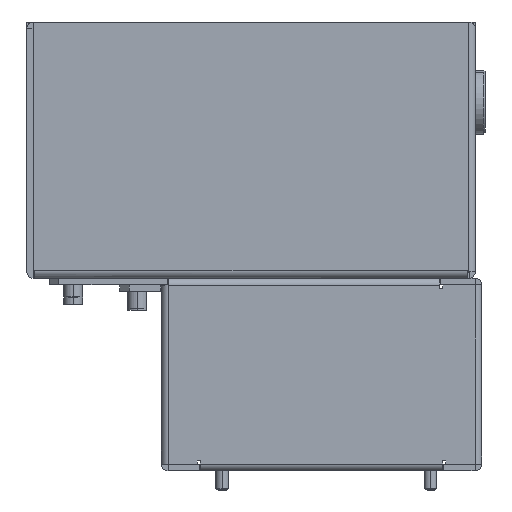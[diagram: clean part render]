
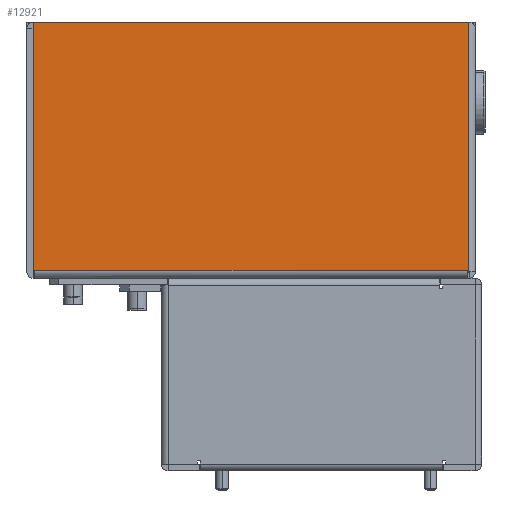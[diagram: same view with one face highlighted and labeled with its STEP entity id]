
A CAD part, left-side view. The second image highlights one B-rep face of the part: STEP entity #12921.
In plain terms, the highlighted face is planar.
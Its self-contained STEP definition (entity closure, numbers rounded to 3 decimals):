
#89 = CARTESIAN_POINT ( 'NONE',  ( 237., 137.999, 80. ) ) ;
#326 = CARTESIAN_POINT ( 'NONE',  ( 237., 0., 0. ) ) ;
#564 = CARTESIAN_POINT ( 'NONE',  ( 237., 137.5, 77.5 ) ) ;
#705 = VERTEX_POINT ( 'NONE', #11365 ) ;
#794 = DIRECTION ( 'NONE',  ( 0., -1., 0. ) ) ;
#1043 = EDGE_CURVE ( 'NONE', #10995, #13660, #12310, .T. ) ;
#1094 = CARTESIAN_POINT ( 'NONE',  ( 237., 2.1, 80. ) ) ;
#1373 = VERTEX_POINT ( 'NONE', #7444 ) ;
#1563 = CARTESIAN_POINT ( 'NONE',  ( 237., 2.1, 0. ) ) ;
#1820 = DIRECTION ( 'NONE',  ( 0., -1., 0. ) ) ;
#2034 = VECTOR ( 'NONE', #1820, 1000. ) ;
#2656 = VECTOR ( 'NONE', #8086, 1000. ) ;
#2676 = VECTOR ( 'NONE', #10349, 1000. ) ;
#2960 = EDGE_LOOP ( 'NONE', ( #12317, #7719, #5223, #13164, #14042, #5560, #12451 ) ) ;
#4482 = FACE_OUTER_BOUND ( 'NONE', #2960, .T. ) ;
#4743 = LINE ( 'NONE', #564, #2676 ) ;
#4797 = DIRECTION ( 'NONE',  ( 0., 1., 0. ) ) ;
#5223 = ORIENTED_EDGE ( 'NONE', *, *, #1043, .F. ) ;
#5313 = EDGE_CURVE ( 'NONE', #10995, #1373, #11899, .T. ) ;
#5454 = VECTOR ( 'NONE', #11409, 1000. ) ;
#5560 = ORIENTED_EDGE ( 'NONE', *, *, #9259, .T. ) ;
#5745 = DIRECTION ( 'NONE',  ( 0., -1., 0. ) ) ;
#5894 = VECTOR ( 'NONE', #4797, 1000. ) ;
#7185 = VERTEX_POINT ( 'NONE', #1563 ) ;
#7444 = CARTESIAN_POINT ( 'NONE',  ( 237., 2.1, 77.9 ) ) ;
#7719 = ORIENTED_EDGE ( 'NONE', *, *, #13902, .T. ) ;
#8043 = CARTESIAN_POINT ( 'NONE',  ( 237., 2.5, 80. ) ) ;
#8070 = CARTESIAN_POINT ( 'NONE',  ( 237., 2.5, 77.5 ) ) ;
#8086 = DIRECTION ( 'NONE',  ( 0., 0., -1. ) ) ;
#8345 = VERTEX_POINT ( 'NONE', #8371 ) ;
#8371 = CARTESIAN_POINT ( 'NONE',  ( 237., 137.5, 77.5 ) ) ;
#8537 = EDGE_CURVE ( 'NONE', #705, #8345, #9684, .T. ) ;
#9061 = LINE ( 'NONE', #89, #5454 ) ;
#9259 = EDGE_CURVE ( 'NONE', #7185, #10308, #10395, .T. ) ;
#9444 = CARTESIAN_POINT ( 'NONE',  ( 237., 137.999, 0. ) ) ;
#9684 = LINE ( 'NONE', #14159, #14084 ) ;
#10308 = VERTEX_POINT ( 'NONE', #9444 ) ;
#10349 = DIRECTION ( 'NONE',  ( 0., -1., 0. ) ) ;
#10395 = LINE ( 'NONE', #326, #5894 ) ;
#10523 = CARTESIAN_POINT ( 'NONE',  ( 237., 2.5, 77.9 ) ) ;
#10995 = VERTEX_POINT ( 'NONE', #13586 ) ;
#11140 = AXIS2_PLACEMENT_3D ( 'NONE', #12665, #12516, #5745 ) ;
#11365 = CARTESIAN_POINT ( 'NONE',  ( 237., 137.999, 77.5 ) ) ;
#11409 = DIRECTION ( 'NONE',  ( 0., 0., -1. ) ) ;
#11739 = EDGE_CURVE ( 'NONE', #705, #10308, #9061, .T. ) ;
#11899 = LINE ( 'NONE', #10523, #2034 ) ;
#12145 = EDGE_CURVE ( 'NONE', #1373, #7185, #12421, .T. ) ;
#12310 = LINE ( 'NONE', #8043, #13921 ) ;
#12317 = ORIENTED_EDGE ( 'NONE', *, *, #8537, .T. ) ;
#12421 = LINE ( 'NONE', #1094, #2656 ) ;
#12443 = PLANE ( 'NONE',  #11140 ) ;
#12451 = ORIENTED_EDGE ( 'NONE', *, *, #11739, .F. ) ;
#12516 = DIRECTION ( 'NONE',  ( -1., 0., 0. ) ) ;
#12665 = CARTESIAN_POINT ( 'NONE',  ( 237., 0., 80. ) ) ;
#12921 = ADVANCED_FACE ( 'NONE', ( #4482 ), #12443, .F. ) ;
#13164 = ORIENTED_EDGE ( 'NONE', *, *, #5313, .T. ) ;
#13405 = DIRECTION ( 'NONE',  ( 0., 0., -1. ) ) ;
#13586 = CARTESIAN_POINT ( 'NONE',  ( 237., 2.5, 77.9 ) ) ;
#13660 = VERTEX_POINT ( 'NONE', #8070 ) ;
#13902 = EDGE_CURVE ( 'NONE', #8345, #13660, #4743, .T. ) ;
#13921 = VECTOR ( 'NONE', #13405, 1000. ) ;
#14042 = ORIENTED_EDGE ( 'NONE', *, *, #12145, .T. ) ;
#14084 = VECTOR ( 'NONE', #794, 1000. ) ;
#14159 = CARTESIAN_POINT ( 'NONE',  ( 237., 0., 77.5 ) ) ;
